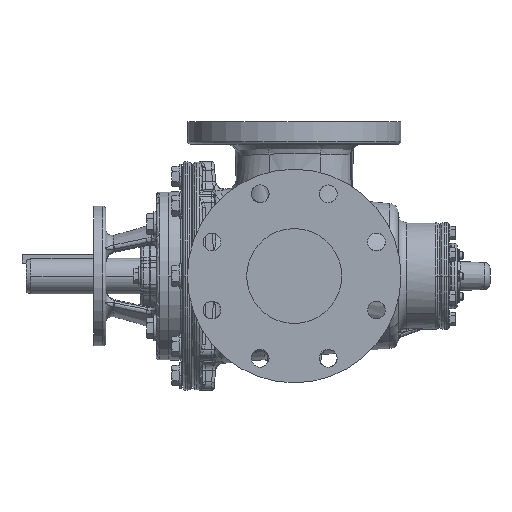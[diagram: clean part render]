
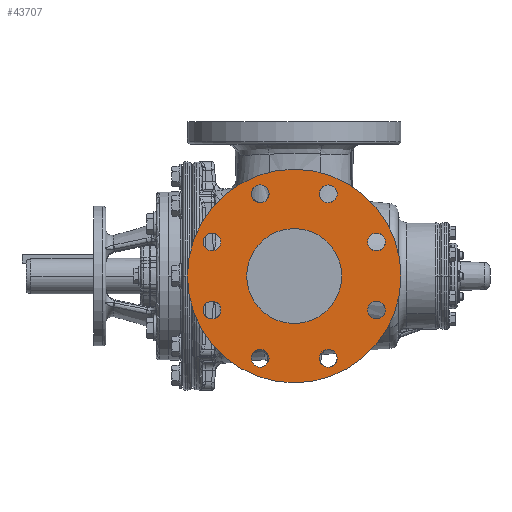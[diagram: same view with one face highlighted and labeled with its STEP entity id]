
A CAD part, left-side view. The second image highlights one B-rep face of the part: STEP entity #43707.
In plain terms, the highlighted planar face has unit normal (-1, 0, 0).
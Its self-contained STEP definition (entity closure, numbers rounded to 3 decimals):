
#11061=CARTESIAN_POINT('',(-6.5,0.,0.));
#11062=DIRECTION('',(1.,0.,0.));
#11063=DIRECTION('',(0.,-1.,0.));
#11064=AXIS2_PLACEMENT_3D('',#11061,#11062,#11063);
#11079=CARTESIAN_POINT('',(-6.5,3.465,1.435));
#11080=DIRECTION('',(1.,0.,0.));
#11081=DIRECTION('',(0.,1.,0.));
#11082=AXIS2_PLACEMENT_3D('',#11079,#11080,#11081);
#11084=CARTESIAN_POINT('',(-6.5,3.465,1.435));
#11085=DIRECTION('',(1.,0.,0.));
#11086=DIRECTION('',(0.,-1.,0.));
#11087=AXIS2_PLACEMENT_3D('',#11084,#11085,#11086);
#11089=CARTESIAN_POINT('',(-6.5,1.435,3.465));
#11090=DIRECTION('',(1.,0.,0.));
#11091=DIRECTION('',(0.,0.707,0.707));
#11092=AXIS2_PLACEMENT_3D('',#11089,#11090,#11091);
#11094=CARTESIAN_POINT('',(-6.5,1.435,3.465));
#11095=DIRECTION('',(1.,0.,0.));
#11096=DIRECTION('',(0.,-0.707,-0.707));
#11097=AXIS2_PLACEMENT_3D('',#11094,#11095,#11096);
#11099=CARTESIAN_POINT('',(-6.5,-1.435,3.465));
#11100=DIRECTION('',(1.,0.,0.));
#11101=DIRECTION('',(0.,0.,1.));
#11102=AXIS2_PLACEMENT_3D('',#11099,#11100,#11101);
#11104=CARTESIAN_POINT('',(-6.5,-1.435,3.465));
#11105=DIRECTION('',(1.,0.,0.));
#11106=DIRECTION('',(0.,0.,-1.));
#11107=AXIS2_PLACEMENT_3D('',#11104,#11105,#11106);
#11109=CARTESIAN_POINT('',(-6.5,-3.465,1.435));
#11110=DIRECTION('',(1.,0.,0.));
#11111=DIRECTION('',(0.,-0.707,0.707));
#11112=AXIS2_PLACEMENT_3D('',#11109,#11110,#11111);
#11114=CARTESIAN_POINT('',(-6.5,-3.465,1.435));
#11115=DIRECTION('',(1.,0.,0.));
#11116=DIRECTION('',(0.,0.707,-0.707));
#11117=AXIS2_PLACEMENT_3D('',#11114,#11115,#11116);
#11119=CARTESIAN_POINT('',(-6.5,-3.465,-1.435));
#11120=DIRECTION('',(1.,0.,0.));
#11121=DIRECTION('',(0.,-1.,0.));
#11122=AXIS2_PLACEMENT_3D('',#11119,#11120,#11121);
#11124=CARTESIAN_POINT('',(-6.5,-3.465,-1.435));
#11125=DIRECTION('',(1.,0.,0.));
#11126=DIRECTION('',(0.,1.,0.));
#11127=AXIS2_PLACEMENT_3D('',#11124,#11125,#11126);
#11129=CARTESIAN_POINT('',(-6.5,-1.435,-3.465));
#11130=DIRECTION('',(1.,0.,0.));
#11131=DIRECTION('',(0.,-0.707,-0.707));
#11132=AXIS2_PLACEMENT_3D('',#11129,#11130,#11131);
#11134=CARTESIAN_POINT('',(-6.5,-1.435,-3.465));
#11135=DIRECTION('',(1.,0.,0.));
#11136=DIRECTION('',(0.,0.707,0.707));
#11137=AXIS2_PLACEMENT_3D('',#11134,#11135,#11136);
#11139=CARTESIAN_POINT('',(-6.5,1.435,-3.465));
#11140=DIRECTION('',(1.,0.,0.));
#11141=DIRECTION('',(0.,0.,-1.));
#11142=AXIS2_PLACEMENT_3D('',#11139,#11140,#11141);
#11144=CARTESIAN_POINT('',(-6.5,1.435,-3.465));
#11145=DIRECTION('',(1.,0.,0.));
#11146=DIRECTION('',(0.,0.,1.));
#11147=AXIS2_PLACEMENT_3D('',#11144,#11145,#11146);
#11149=CARTESIAN_POINT('',(-6.5,3.465,-1.435));
#11150=DIRECTION('',(1.,0.,0.));
#11151=DIRECTION('',(0.,0.707,-0.707));
#11152=AXIS2_PLACEMENT_3D('',#11149,#11150,#11151);
#11154=CARTESIAN_POINT('',(-6.5,3.465,-1.435));
#11155=DIRECTION('',(1.,0.,0.));
#11156=DIRECTION('',(0.,-0.707,0.707));
#11157=AXIS2_PLACEMENT_3D('',#11154,#11155,#11156);
#11159=CARTESIAN_POINT('',(-6.5,0.,0.));
#11160=DIRECTION('',(1.,0.,0.));
#11161=DIRECTION('',(0.,1.,0.));
#11162=AXIS2_PLACEMENT_3D('',#11159,#11160,#11161);
#12048=CARTESIAN_POINT('',(-6.5,0.,0.));
#12049=DIRECTION('',(1.,0.,0.));
#12050=DIRECTION('',(0.,1.,0.));
#12051=AXIS2_PLACEMENT_3D('',#12048,#12049,#12050);
#12062=CARTESIAN_POINT('',(-6.5,0.,0.));
#12063=DIRECTION('',(1.,0.,0.));
#12064=DIRECTION('',(0.,-1.,0.));
#12065=AXIS2_PLACEMENT_3D('',#12062,#12063,#12064);
#30974=CARTESIAN_POINT('',(-6.5,4.5,0.));
#30975=CARTESIAN_POINT('',(-6.5,-4.5,0.));
#30976=VERTEX_POINT('',#30974);
#30977=VERTEX_POINT('',#30975);
#30978=CARTESIAN_POINT('',(-6.5,2.,0.));
#30979=CARTESIAN_POINT('',(-6.5,-2.,0.));
#30980=VERTEX_POINT('',#30978);
#30981=VERTEX_POINT('',#30979);
#30998=CARTESIAN_POINT('',(-6.5,3.84,1.435));
#30999=CARTESIAN_POINT('',(-6.5,3.09,1.435));
#31000=VERTEX_POINT('',#30998);
#31001=VERTEX_POINT('',#30999);
#31006=CARTESIAN_POINT('',(-6.5,1.7,3.73));
#31007=CARTESIAN_POINT('',(-6.5,1.17,3.199));
#31008=VERTEX_POINT('',#31006);
#31009=VERTEX_POINT('',#31007);
#31014=CARTESIAN_POINT('',(-6.5,-1.435,3.84));
#31015=CARTESIAN_POINT('',(-6.5,-1.435,3.09));
#31016=VERTEX_POINT('',#31014);
#31017=VERTEX_POINT('',#31015);
#31022=CARTESIAN_POINT('',(-6.5,-3.73,1.7));
#31023=CARTESIAN_POINT('',(-6.5,-3.199,1.17));
#31024=VERTEX_POINT('',#31022);
#31025=VERTEX_POINT('',#31023);
#31030=CARTESIAN_POINT('',(-6.5,-3.84,-1.435));
#31031=CARTESIAN_POINT('',(-6.5,-3.09,-1.435));
#31032=VERTEX_POINT('',#31030);
#31033=VERTEX_POINT('',#31031);
#31038=CARTESIAN_POINT('',(-6.5,-1.7,-3.73));
#31039=CARTESIAN_POINT('',(-6.5,-1.17,-3.199));
#31040=VERTEX_POINT('',#31038);
#31041=VERTEX_POINT('',#31039);
#31046=CARTESIAN_POINT('',(-6.5,1.435,-3.84));
#31047=CARTESIAN_POINT('',(-6.5,1.435,-3.09));
#31048=VERTEX_POINT('',#31046);
#31049=VERTEX_POINT('',#31047);
#31054=CARTESIAN_POINT('',(-6.5,3.73,-1.7));
#31055=CARTESIAN_POINT('',(-6.5,3.199,-1.17));
#31056=VERTEX_POINT('',#31054);
#31057=VERTEX_POINT('',#31055);
#43643=CARTESIAN_POINT('',(-6.5,0.,0.));
#43644=DIRECTION('',(-1.,0.,0.));
#43645=DIRECTION('',(0.,1.,0.));
#43646=AXIS2_PLACEMENT_3D('',#43643,#43644,#43645);
#43647=PLANE('',#43646);
#43649=ORIENTED_EDGE('',*,*,#43648,.T.);
#43650=ORIENTED_EDGE('',*,*,#43626,.T.);
#43651=EDGE_LOOP('',(#43649,#43650));
#43652=FACE_OUTER_BOUND('',#43651,.F.);
#43654=ORIENTED_EDGE('',*,*,#43653,.F.);
#43656=ORIENTED_EDGE('',*,*,#43655,.F.);
#43657=EDGE_LOOP('',(#43654,#43656));
#43658=FACE_BOUND('',#43657,.F.);
#43660=ORIENTED_EDGE('',*,*,#43659,.F.);
#43662=ORIENTED_EDGE('',*,*,#43661,.F.);
#43663=EDGE_LOOP('',(#43660,#43662));
#43664=FACE_BOUND('',#43663,.F.);
#43666=ORIENTED_EDGE('',*,*,#43665,.F.);
#43668=ORIENTED_EDGE('',*,*,#43667,.F.);
#43669=EDGE_LOOP('',(#43666,#43668));
#43670=FACE_BOUND('',#43669,.F.);
#43672=ORIENTED_EDGE('',*,*,#43671,.F.);
#43674=ORIENTED_EDGE('',*,*,#43673,.F.);
#43675=EDGE_LOOP('',(#43672,#43674));
#43676=FACE_BOUND('',#43675,.F.);
#43678=ORIENTED_EDGE('',*,*,#43677,.F.);
#43680=ORIENTED_EDGE('',*,*,#43679,.F.);
#43681=EDGE_LOOP('',(#43678,#43680));
#43682=FACE_BOUND('',#43681,.F.);
#43684=ORIENTED_EDGE('',*,*,#43683,.F.);
#43686=ORIENTED_EDGE('',*,*,#43685,.F.);
#43687=EDGE_LOOP('',(#43684,#43686));
#43688=FACE_BOUND('',#43687,.F.);
#43690=ORIENTED_EDGE('',*,*,#43689,.F.);
#43692=ORIENTED_EDGE('',*,*,#43691,.F.);
#43693=EDGE_LOOP('',(#43690,#43692));
#43694=FACE_BOUND('',#43693,.F.);
#43696=ORIENTED_EDGE('',*,*,#43695,.F.);
#43698=ORIENTED_EDGE('',*,*,#43697,.F.);
#43699=EDGE_LOOP('',(#43696,#43698));
#43700=FACE_BOUND('',#43699,.F.);
#43702=ORIENTED_EDGE('',*,*,#43701,.F.);
#43704=ORIENTED_EDGE('',*,*,#43703,.F.);
#43705=EDGE_LOOP('',(#43702,#43704));
#43706=FACE_BOUND('',#43705,.F.);
#11065=CIRCLE('',#11064,4.5);
#11083=CIRCLE('',#11082,0.375);
#11088=CIRCLE('',#11087,0.375);
#11093=CIRCLE('',#11092,0.375);
#11098=CIRCLE('',#11097,0.375);
#11103=CIRCLE('',#11102,0.375);
#11108=CIRCLE('',#11107,0.375);
#11113=CIRCLE('',#11112,0.375);
#11118=CIRCLE('',#11117,0.375);
#11123=CIRCLE('',#11122,0.375);
#11128=CIRCLE('',#11127,0.375);
#11133=CIRCLE('',#11132,0.375);
#11138=CIRCLE('',#11137,0.375);
#11143=CIRCLE('',#11142,0.375);
#11148=CIRCLE('',#11147,0.375);
#11153=CIRCLE('',#11152,0.375);
#11158=CIRCLE('',#11157,0.375);
#11163=CIRCLE('',#11162,4.5);
#12052=CIRCLE('',#12051,2.);
#12066=CIRCLE('',#12065,2.);
#43626=EDGE_CURVE('',#30977,#30976,#11065,.T.);
#43648=EDGE_CURVE('',#30976,#30977,#11163,.T.);
#43653=EDGE_CURVE('',#30980,#30981,#12052,.T.);
#43655=EDGE_CURVE('',#30981,#30980,#12066,.T.);
#43659=EDGE_CURVE('',#31000,#31001,#11083,.T.);
#43661=EDGE_CURVE('',#31001,#31000,#11088,.T.);
#43665=EDGE_CURVE('',#31008,#31009,#11093,.T.);
#43667=EDGE_CURVE('',#31009,#31008,#11098,.T.);
#43671=EDGE_CURVE('',#31016,#31017,#11103,.T.);
#43673=EDGE_CURVE('',#31017,#31016,#11108,.T.);
#43677=EDGE_CURVE('',#31024,#31025,#11113,.T.);
#43679=EDGE_CURVE('',#31025,#31024,#11118,.T.);
#43683=EDGE_CURVE('',#31032,#31033,#11123,.T.);
#43685=EDGE_CURVE('',#31033,#31032,#11128,.T.);
#43689=EDGE_CURVE('',#31040,#31041,#11133,.T.);
#43691=EDGE_CURVE('',#31041,#31040,#11138,.T.);
#43695=EDGE_CURVE('',#31048,#31049,#11143,.T.);
#43697=EDGE_CURVE('',#31049,#31048,#11148,.T.);
#43701=EDGE_CURVE('',#31056,#31057,#11153,.T.);
#43703=EDGE_CURVE('',#31057,#31056,#11158,.T.);
#43707=ADVANCED_FACE('',(#43652,#43658,#43664,#43670,#43676,#43682,#43688,
#43694,#43700,#43706),#43647,.T.);
